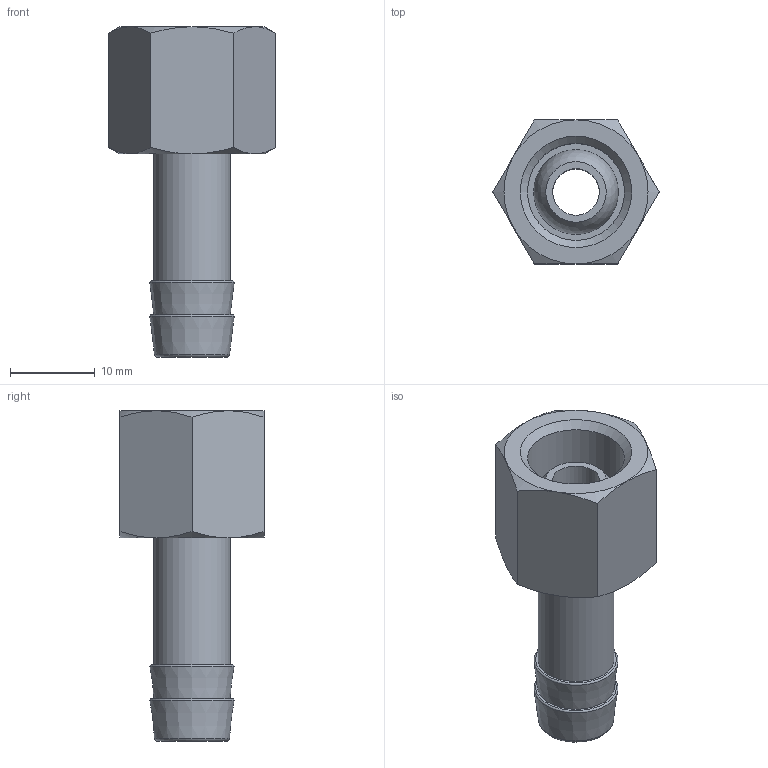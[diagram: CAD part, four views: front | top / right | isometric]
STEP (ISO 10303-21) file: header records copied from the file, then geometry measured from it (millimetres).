
FILE_DESCRIPTION(/* description */ ('STEP AP214'),/* implementation_level */ '2;1');
FILE_NAME(/* name */ '2023_C-1_4-P-9',/* time_stamp */ '2024-08-05T15:52:29+02:00',/* author */ ('License CC BY-ND 4.0'),/* organization */ ('CADENAS'),/* preprocessor_version */ 'ST-DEVELOPER v19.3',/* originating_system */ 'PARTsolutions',/* authorisation */ ' ');
FILE_SCHEMA (('AUTOMOTIVE_DESIGN {1 0 10303 214 3 1 1}'));
Length unit declared in the file: millimetre
Products named in the file (1): 2023 C-1/4-P-9
Bounding box: 19.63 x 17 x 39 mm (x, y, z)
Volume: 3869.7 mm3; surface area: 3309.2 mm2
Topology: 1 solids, 1 shells, 40 faces, 77 edges, 46 vertices
Faces by surface type: cone 15, plane 15, cylinder 6, torus 3, sphere 1
Full cylindrical faces by diameter (mm): 5.5 x1, 9 x1, 10 x2, 10.2 x1, 11.445 x1
Entity records: 990 total; most frequent: CARTESIAN_POINT 221, DIRECTION 154, ORIENTED_EDGE 126, AXIS2_PLACEMENT_3D 74, EDGE_CURVE 63, EDGE_LOOP 62, FACE_BOUND 62, VERTEX_POINT 45
